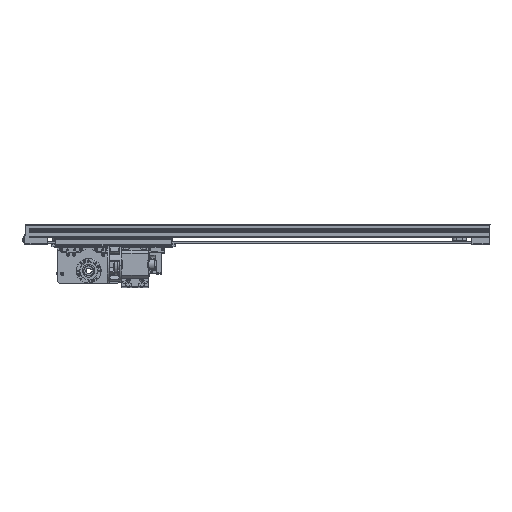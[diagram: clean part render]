
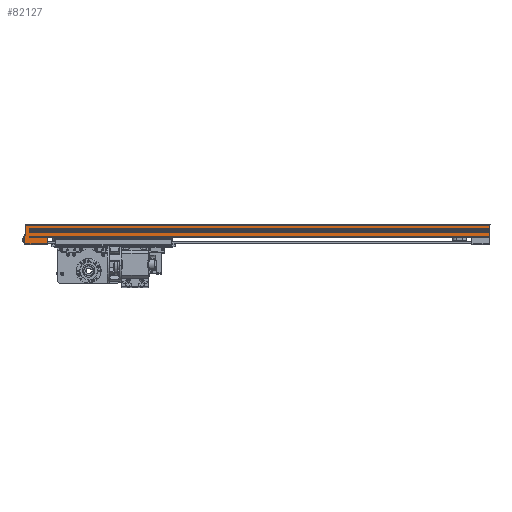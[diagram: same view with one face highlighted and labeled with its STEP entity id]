
A CAD part, top view. The second image highlights one B-rep face of the part: STEP entity #82127.
In plain terms, the highlighted face is planar.
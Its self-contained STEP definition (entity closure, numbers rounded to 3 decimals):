
#9991=FACE_OUTER_BOUND('',#14833,.T.);
#14833=EDGE_LOOP('',(#68421,#68422,#68423,#68424,#68425,#68426,#68427,#68428,
#68429,#68430,#68431,#68432,#68433,#68434,#68435,#68436,#68437,#68438,#68439,
#68440,#68441,#68442,#68443,#68444,#68445,#68446,#68447));
#22020=LINE('',#131307,#30586);
#22021=LINE('',#131309,#30587);
#22028=LINE('',#131329,#30594);
#22029=LINE('',#131331,#30595);
#22044=LINE('',#131365,#30610);
#22050=LINE('',#131376,#30616);
#22060=LINE('',#131401,#30626);
#22066=LINE('',#131412,#30632);
#22075=LINE('',#131432,#30641);
#22078=LINE('',#131437,#30644);
#22082=LINE('',#131444,#30648);
#22111=LINE('',#131533,#30677);
#22217=LINE('',#131771,#30783);
#22219=LINE('',#131777,#30785);
#22250=LINE('',#131846,#30816);
#22251=LINE('',#131852,#30817);
#22324=LINE('',#132021,#30890);
#22330=LINE('',#132028,#30896);
#22331=LINE('',#132029,#30897);
#22337=LINE('',#132042,#30903);
#22340=LINE('',#132049,#30906);
#22341=LINE('',#132051,#30907);
#22406=LINE('',#132209,#30972);
#22407=LINE('',#132211,#30973);
#22419=LINE('',#132233,#30985);
#22420=LINE('',#132236,#30986);
#22421=LINE('',#132237,#30987);
#30586=VECTOR('',#105784,10.);
#30587=VECTOR('',#105785,10.);
#30594=VECTOR('',#105802,10.);
#30595=VECTOR('',#105803,10.);
#30610=VECTOR('',#105832,10.);
#30616=VECTOR('',#105840,10.);
#30626=VECTOR('',#105864,10.);
#30632=VECTOR('',#105872,10.);
#30641=VECTOR('',#105893,10.);
#30644=VECTOR('',#105898,10.);
#30648=VECTOR('',#105904,10.);
#30677=VECTOR('',#105993,10.);
#30783=VECTOR('',#106193,10.);
#30785=VECTOR('',#106197,10.);
#30816=VECTOR('',#106258,10.);
#30817=VECTOR('',#106263,10.);
#30890=VECTOR('',#106426,10.);
#30896=VECTOR('',#106434,10.);
#30897=VECTOR('',#106435,10.);
#30903=VECTOR('',#106451,10.);
#30906=VECTOR('',#106462,10.);
#30907=VECTOR('',#106465,10.);
#30972=VECTOR('',#106624,10.);
#30973=VECTOR('',#106625,10.);
#30985=VECTOR('',#106643,10.);
#30986=VECTOR('',#106646,10.);
#30987=VECTOR('',#106647,10.);
#38465=VERTEX_POINT('',#131112);
#38475=VERTEX_POINT('',#131137);
#38526=VERTEX_POINT('',#131304);
#38528=VERTEX_POINT('',#131308);
#38536=VERTEX_POINT('',#131327);
#38537=VERTEX_POINT('',#131330);
#38548=VERTEX_POINT('',#131362);
#38552=VERTEX_POINT('',#131371);
#38560=VERTEX_POINT('',#131398);
#38564=VERTEX_POINT('',#131407);
#38570=VERTEX_POINT('',#131431);
#38573=VERTEX_POINT('',#131442);
#38603=VERTEX_POINT('',#131531);
#38687=VERTEX_POINT('',#131766);
#38688=VERTEX_POINT('',#131769);
#38689=VERTEX_POINT('',#131773);
#38691=VERTEX_POINT('',#131776);
#38713=VERTEX_POINT('',#131842);
#38714=VERTEX_POINT('',#131844);
#38715=VERTEX_POINT('',#131848);
#38717=VERTEX_POINT('',#131851);
#38767=VERTEX_POINT('',#132018);
#38770=VERTEX_POINT('',#132040);
#38816=VERTEX_POINT('',#132204);
#38817=VERTEX_POINT('',#132210);
#38824=VERTEX_POINT('',#132231);
#38825=VERTEX_POINT('',#132235);
#48662=EDGE_CURVE('',#38475,#38526,#22020,.T.);
#48663=EDGE_CURVE('',#38528,#38475,#22021,.T.);
#48673=EDGE_CURVE('',#38465,#38536,#22028,.T.);
#48674=EDGE_CURVE('',#38537,#38465,#22029,.T.);
#48691=EDGE_CURVE('',#38526,#38548,#22044,.T.);
#48697=EDGE_CURVE('',#38552,#38528,#22050,.T.);
#48709=EDGE_CURVE('',#38536,#38560,#22060,.T.);
#48715=EDGE_CURVE('',#38564,#38537,#22066,.T.);
#48725=EDGE_CURVE('',#38564,#38570,#22075,.T.);
#48728=EDGE_CURVE('',#38552,#38560,#22078,.T.);
#48732=EDGE_CURVE('',#38573,#38548,#22082,.T.);
#48777=EDGE_CURVE('',#38603,#38573,#22111,.T.);
#48899=EDGE_CURVE('',#38687,#38688,#22217,.T.);
#48901=EDGE_CURVE('',#38689,#38691,#22219,.T.);
#48936=EDGE_CURVE('',#38713,#38714,#22250,.T.);
#48938=EDGE_CURVE('',#38715,#38717,#22251,.T.);
#49022=EDGE_CURVE('',#38767,#38715,#22324,.T.);
#49028=EDGE_CURVE('',#38717,#38714,#22330,.T.);
#49029=EDGE_CURVE('',#38691,#38688,#22331,.T.);
#49035=EDGE_CURVE('',#38603,#38770,#22337,.T.);
#49038=EDGE_CURVE('',#38770,#38687,#22340,.T.);
#49039=EDGE_CURVE('',#38689,#38713,#22341,.T.);
#49114=EDGE_CURVE('',#38570,#38816,#22406,.T.);
#49115=EDGE_CURVE('',#38816,#38817,#22407,.T.);
#49127=EDGE_CURVE('',#38824,#38817,#22419,.T.);
#49128=EDGE_CURVE('',#38767,#38825,#22420,.T.);
#49129=EDGE_CURVE('',#38824,#38825,#22421,.T.);
#68421=ORIENTED_EDGE('',*,*,#48691,.T.);
#68422=ORIENTED_EDGE('',*,*,#48732,.F.);
#68423=ORIENTED_EDGE('',*,*,#48777,.F.);
#68424=ORIENTED_EDGE('',*,*,#49035,.T.);
#68425=ORIENTED_EDGE('',*,*,#49038,.T.);
#68426=ORIENTED_EDGE('',*,*,#48899,.T.);
#68427=ORIENTED_EDGE('',*,*,#49029,.F.);
#68428=ORIENTED_EDGE('',*,*,#48901,.F.);
#68429=ORIENTED_EDGE('',*,*,#49039,.T.);
#68430=ORIENTED_EDGE('',*,*,#48936,.T.);
#68431=ORIENTED_EDGE('',*,*,#49028,.F.);
#68432=ORIENTED_EDGE('',*,*,#48938,.F.);
#68433=ORIENTED_EDGE('',*,*,#49022,.F.);
#68434=ORIENTED_EDGE('',*,*,#49128,.T.);
#68435=ORIENTED_EDGE('',*,*,#49129,.F.);
#68436=ORIENTED_EDGE('',*,*,#49127,.T.);
#68437=ORIENTED_EDGE('',*,*,#49115,.F.);
#68438=ORIENTED_EDGE('',*,*,#49114,.F.);
#68439=ORIENTED_EDGE('',*,*,#48725,.F.);
#68440=ORIENTED_EDGE('',*,*,#48715,.T.);
#68441=ORIENTED_EDGE('',*,*,#48674,.T.);
#68442=ORIENTED_EDGE('',*,*,#48673,.T.);
#68443=ORIENTED_EDGE('',*,*,#48709,.T.);
#68444=ORIENTED_EDGE('',*,*,#48728,.F.);
#68445=ORIENTED_EDGE('',*,*,#48697,.T.);
#68446=ORIENTED_EDGE('',*,*,#48663,.T.);
#68447=ORIENTED_EDGE('',*,*,#48662,.T.);
#78144=PLANE('',#88701);
#82127=ADVANCED_FACE('',(#9991),#78144,.T.);
#88701=AXIS2_PLACEMENT_3D('',#132234,#106644,#106645);
#105784=DIRECTION('',(0.,0.,-1.));
#105785=DIRECTION('',(0.,0.,-1.));
#105802=DIRECTION('',(0.,0.,-1.));
#105803=DIRECTION('',(0.,0.,-1.));
#105832=DIRECTION('',(-1.,0.,0.));
#105840=DIRECTION('',(1.,0.,0.));
#105864=DIRECTION('',(-1.,0.,0.));
#105872=DIRECTION('',(1.,0.,0.));
#105893=DIRECTION('',(0.,0.,1.));
#105898=DIRECTION('',(0.,0.,1.));
#105904=DIRECTION('',(0.,0.,1.));
#105993=DIRECTION('',(-1.,0.,0.));
#106193=DIRECTION('',(0.,0.,-1.));
#106197=DIRECTION('',(0.,0.,-1.));
#106258=DIRECTION('',(0.,0.,-1.));
#106263=DIRECTION('',(0.,0.,-1.));
#106426=DIRECTION('',(1.,0.,0.));
#106434=DIRECTION('',(-1.,0.,0.));
#106435=DIRECTION('',(-1.,0.,0.));
#106451=DIRECTION('',(0.,0.,1.));
#106462=DIRECTION('',(1.,0.,0.));
#106465=DIRECTION('',(1.,0.,0.));
#106624=DIRECTION('',(1.,0.,0.));
#106625=DIRECTION('',(1.,0.,0.));
#106643=DIRECTION('',(0.,0.,1.));
#106644=DIRECTION('center_axis',(0.,-1.,0.));
#106645=DIRECTION('ref_axis',(1.,0.,0.));
#106646=DIRECTION('',(0.,0.,1.));
#106647=DIRECTION('',(1.,0.,0.));
#131112=CARTESIAN_POINT('',(-38.6,-32.7,-11.));
#131137=CARTESIAN_POINT('',(-38.6,-32.7,-51.));
#131304=CARTESIAN_POINT('',(-38.6,-32.7,-56.5));
#131307=CARTESIAN_POINT('',(-38.6,-32.7,-25.5));
#131308=CARTESIAN_POINT('',(-38.6,-32.7,-45.5));
#131309=CARTESIAN_POINT('',(-38.6,-32.7,-25.5));
#131327=CARTESIAN_POINT('',(-38.6,-32.7,-16.5));
#131329=CARTESIAN_POINT('',(-38.6,-32.7,-5.5));
#131330=CARTESIAN_POINT('',(-38.6,-32.7,-5.5));
#131331=CARTESIAN_POINT('',(-38.6,-32.7,-5.5));
#131362=CARTESIAN_POINT('',(-39.6,-32.7,-56.5));
#131365=CARTESIAN_POINT('',(-41.1,-32.7,-56.5));
#131371=CARTESIAN_POINT('',(-39.6,-32.7,-45.5));
#131376=CARTESIAN_POINT('',(-41.1,-32.7,-45.5));
#131398=CARTESIAN_POINT('',(-39.6,-32.7,-16.5));
#131401=CARTESIAN_POINT('',(-41.1,-32.7,-16.5));
#131407=CARTESIAN_POINT('',(-39.6,-32.7,-5.5));
#131412=CARTESIAN_POINT('',(-41.1,-32.7,-5.5));
#131431=CARTESIAN_POINT('',(-39.6,-32.7,18.));
#131432=CARTESIAN_POINT('',(-39.6,-32.7,0.));
#131437=CARTESIAN_POINT('',(-39.6,-32.7,0.));
#131442=CARTESIAN_POINT('',(-39.6,-32.7,-62.));
#131444=CARTESIAN_POINT('',(-39.6,-32.7,0.));
#131531=CARTESIAN_POINT('',(-18.6,-32.7,-62.));
#131533=CARTESIAN_POINT('',(-18.6,-32.7,-62.));
#131766=CARTESIAN_POINT('',(-16.1,-32.7,0.));
#131769=CARTESIAN_POINT('',(-16.1,-32.7,-1575.));
#131771=CARTESIAN_POINT('',(-16.1,-32.7,0.));
#131773=CARTESIAN_POINT('',(-0.25,-32.7,0.));
#131776=CARTESIAN_POINT('',(-0.25,-32.7,-1575.));
#131777=CARTESIAN_POINT('',(-0.25,-32.7,0.));
#131842=CARTESIAN_POINT('',(8.05,-32.7,0.));
#131844=CARTESIAN_POINT('',(8.05,-32.7,-1575.));
#131846=CARTESIAN_POINT('',(8.05,-32.7,0.));
#131848=CARTESIAN_POINT('',(23.9,-32.7,0.));
#131851=CARTESIAN_POINT('',(23.9,-32.7,-1575.));
#131852=CARTESIAN_POINT('',(23.9,-32.7,0.));
#132018=CARTESIAN_POINT('',(23.4,-32.7,0.));
#132021=CARTESIAN_POINT('',(8.05,-32.7,0.));
#132028=CARTESIAN_POINT('',(8.05,-32.7,-1575.));
#132029=CARTESIAN_POINT('',(-16.1,-32.7,-1575.));
#132040=CARTESIAN_POINT('',(-18.6,-32.7,0.));
#132042=CARTESIAN_POINT('',(-18.6,-32.7,-62.));
#132049=CARTESIAN_POINT('',(-39.6,-32.7,0.));
#132051=CARTESIAN_POINT('',(-39.6,-32.7,0.));
#132204=CARTESIAN_POINT('',(-26.1,-32.7,18.));
#132209=CARTESIAN_POINT('',(-39.6,-32.7,18.));
#132210=CARTESIAN_POINT('',(-12.6,-32.7,18.));
#132211=CARTESIAN_POINT('',(-39.6,-32.7,18.));
#132231=CARTESIAN_POINT('',(-12.6,-32.7,15.));
#132233=CARTESIAN_POINT('',(-12.6,-32.7,15.));
#132234=CARTESIAN_POINT('Origin',(-39.6,-32.7,0.));
#132235=CARTESIAN_POINT('',(23.4,-32.7,15.));
#132236=CARTESIAN_POINT('',(23.4,-32.7,0.));
#132237=CARTESIAN_POINT('',(-39.6,-32.7,15.));
